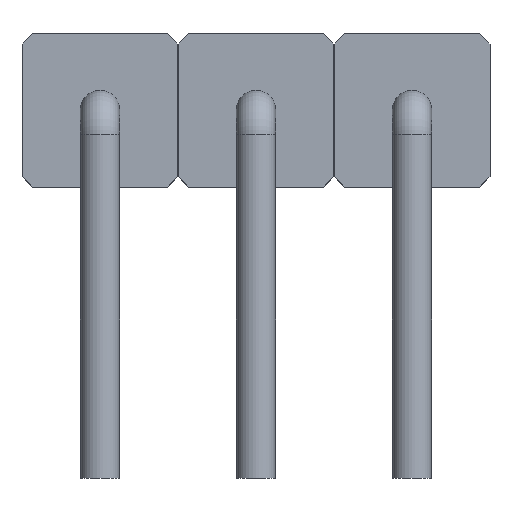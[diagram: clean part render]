
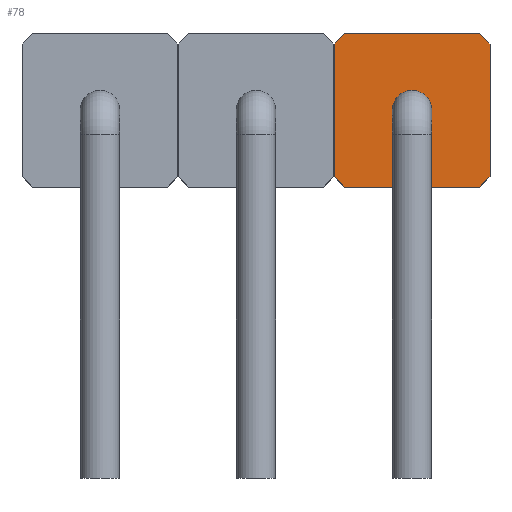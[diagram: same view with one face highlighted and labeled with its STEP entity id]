
A CAD part, top view. The second image highlights one B-rep face of the part: STEP entity #78.
In plain terms, the highlighted planar face has unit normal (0, 0, 1).
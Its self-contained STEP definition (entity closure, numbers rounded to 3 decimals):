
#78=ADVANCED_FACE('',(#618,#620),#622,.T.);
#618=FACE_BOUND('',#619,.T.);
#619=EDGE_LOOP('',(#1074,#1075,#1076,#1077,#1078,#1079,#1080,#1081));
#620=FACE_BOUND('',#621,.T.);
#621=EDGE_LOOP('',(#1082));
#622=PLANE('',#623);
#623=AXIS2_PLACEMENT_3D('',#624,#625,#626);
#624=CARTESIAN_POINT('',(5.082,0.,2.5));
#625=DIRECTION('',(0.,0.,1.));
#626=DIRECTION('',(1.,0.,0.));
#1074=ORIENTED_EDGE('',*,*,#1302,.T.);
#1075=ORIENTED_EDGE('',*,*,#1303,.T.);
#1076=ORIENTED_EDGE('',*,*,#1304,.T.);
#1077=ORIENTED_EDGE('',*,*,#1305,.T.);
#1078=ORIENTED_EDGE('',*,*,#1306,.T.);
#1079=ORIENTED_EDGE('',*,*,#1307,.T.);
#1080=ORIENTED_EDGE('',*,*,#1308,.T.);
#1081=ORIENTED_EDGE('',*,*,#1309,.T.);
#1082=ORIENTED_EDGE('',*,*,#1310,.F.);
#1302=EDGE_CURVE('',#1416,#1417,#1418,.T.);
#1303=EDGE_CURVE('',#1417,#1419,#1420,.T.);
#1304=EDGE_CURVE('',#1419,#1421,#1422,.T.);
#1305=EDGE_CURVE('',#1421,#1423,#1424,.T.);
#1306=EDGE_CURVE('',#1423,#1425,#1426,.T.);
#1307=EDGE_CURVE('',#1425,#1427,#1428,.T.);
#1308=EDGE_CURVE('',#1427,#1429,#1430,.T.);
#1309=EDGE_CURVE('',#1429,#1416,#1431,.T.);
#1310=EDGE_CURVE('',#1432,#1432,#1433,.T.);
#1416=VERTEX_POINT('',#1608);
#1417=VERTEX_POINT('',#1609);
#1418=LINE('',#1610,#1611);
#1419=VERTEX_POINT('',#1613);
#1420=LINE('',#1614,#1615);
#1421=VERTEX_POINT('',#1617);
#1422=LINE('',#1618,#1619);
#1423=VERTEX_POINT('',#1621);
#1424=LINE('',#1622,#1623);
#1425=VERTEX_POINT('',#1625);
#1426=LINE('',#1626,#1627);
#1427=VERTEX_POINT('',#1629);
#1428=LINE('',#1630,#1631);
#1429=VERTEX_POINT('',#1633);
#1430=LINE('',#1634,#1635);
#1431=LINE('',#1637,#1638);
#1432=VERTEX_POINT('',#1640);
#1433=CIRCLE('',#1641,0.32);
#1608=CARTESIAN_POINT('',(6.182,1.25,2.5));
#1609=CARTESIAN_POINT('',(3.982,1.25,2.5));
#1610=CARTESIAN_POINT('',(6.182,1.25,2.5));
#1611=VECTOR('',#1612,1.);
#1612=DIRECTION('',(-1.,0.,0.));
#1613=CARTESIAN_POINT('',(3.812,1.08,2.5));
#1614=CARTESIAN_POINT('',(3.982,1.25,2.5));
#1615=VECTOR('',#1616,1.);
#1616=DIRECTION('',(-0.707,-0.707,0.));
#1617=CARTESIAN_POINT('',(3.812,-1.08,2.5));
#1618=CARTESIAN_POINT('',(3.812,1.08,2.5));
#1619=VECTOR('',#1620,1.);
#1620=DIRECTION('',(0.,-1.,0.));
#1621=CARTESIAN_POINT('',(3.982,-1.25,2.5));
#1622=CARTESIAN_POINT('',(3.812,-1.08,2.5));
#1623=VECTOR('',#1624,1.);
#1624=DIRECTION('',(0.707,-0.707,0.));
#1625=CARTESIAN_POINT('',(6.182,-1.25,2.5));
#1626=CARTESIAN_POINT('',(3.982,-1.25,2.5));
#1627=VECTOR('',#1628,1.);
#1628=DIRECTION('',(1.,0.,0.));
#1629=CARTESIAN_POINT('',(6.352,-1.08,2.5));
#1630=CARTESIAN_POINT('',(6.182,-1.25,2.5));
#1631=VECTOR('',#1632,1.);
#1632=DIRECTION('',(0.707,0.707,0.));
#1633=CARTESIAN_POINT('',(6.352,1.08,2.5));
#1634=CARTESIAN_POINT('',(6.352,-1.08,2.5));
#1635=VECTOR('',#1636,1.);
#1636=DIRECTION('',(0.,1.,0.));
#1637=CARTESIAN_POINT('',(6.352,1.08,2.5));
#1638=VECTOR('',#1639,1.);
#1639=DIRECTION('',(-0.707,0.707,0.));
#1640=CARTESIAN_POINT('',(5.402,0.,2.5));
#1641=AXIS2_PLACEMENT_3D('',#1642,#1643,#1644);
#1642=CARTESIAN_POINT('',(5.082,0.,2.5));
#1643=DIRECTION('',(0.,0.,1.));
#1644=DIRECTION('',(1.,0.,0.));
